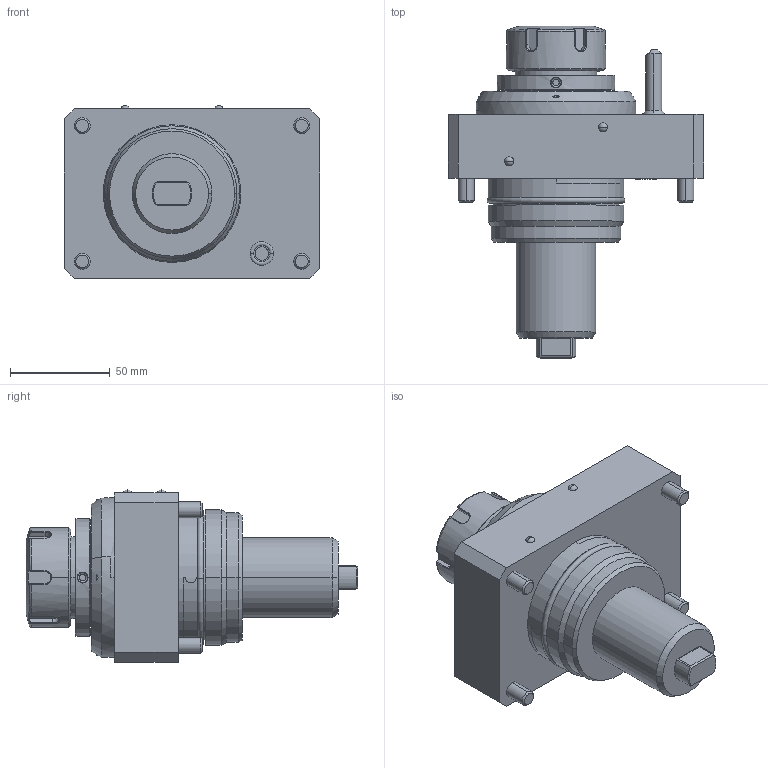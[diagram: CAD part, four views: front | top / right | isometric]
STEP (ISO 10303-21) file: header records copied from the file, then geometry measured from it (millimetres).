
FILE_DESCRIPTION((''),'2;1');
FILE_NAME('NGT2_68_101_32_1_MZ','2020-11-25T',('vali'),('NOVA GRUP'),'PRO/ENGINEER BY PARAMETRIC TECHNOLOGY CORPORATION, 2010280','PRO/ENGINEER BY PARAMETRIC TECHNOLOGY CORPORATION, 2010280','');
FILE_SCHEMA(('CONFIG_CONTROL_DESIGN'));
Length unit declared in the file: millimetre
Products named in the file (1): NGT2_68_101_32_1_MZ
Bounding box: 128 x 166.3 x 86.6 mm (x, y, z)
Volume: 644203.7 mm3; surface area: 64380.7 mm2
Topology: 1 solids, 1 shells, 243 faces, 585 edges, 369 vertices
Faces by surface type: plane 81, cylinder 71, cone 45, bspline 28, torus 12, sphere 6
Entity records: 11580 total; most frequent: CARTESIAN_POINT 6149, ORIENTED_EDGE 1162, DIRECTION 1030, EDGE_CURVE 581, AXIS2_PLACEMENT_3D 398, VERTEX_POINT 369, EDGE_LOOP 272, FACE_OUTER_BOUND 243
